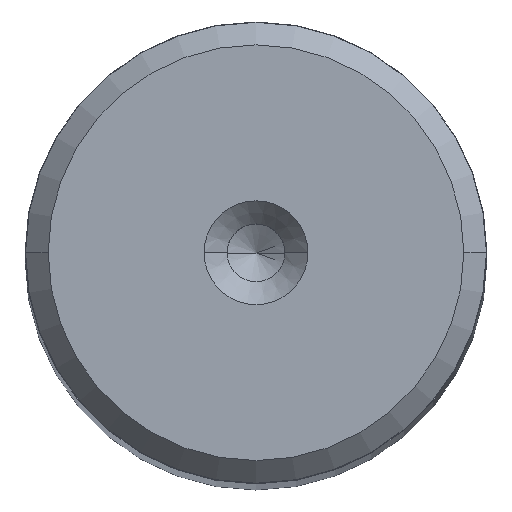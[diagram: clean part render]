
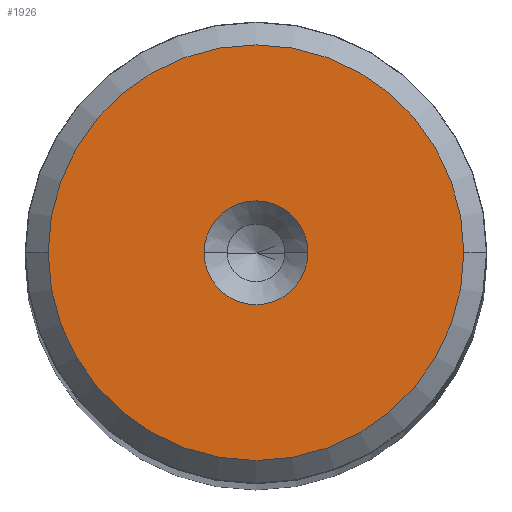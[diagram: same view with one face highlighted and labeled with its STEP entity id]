
A CAD part, top view. The second image highlights one B-rep face of the part: STEP entity #1926.
In plain terms, the highlighted planar face has unit normal (0, 0, 1).
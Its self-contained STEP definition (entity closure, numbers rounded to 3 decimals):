
#50 = DIRECTION ( 'NONE',  ( 1., 0., 0. ) ) ;
#145 = CARTESIAN_POINT ( 'NONE',  ( 2.25, 0., 160. ) ) ;
#147 = EDGE_CURVE ( 'NONE', #2436, #2177, #1210, .T. ) ;
#186 = ORIENTED_EDGE ( 'NONE', *, *, #851, .F. ) ;
#196 = ORIENTED_EDGE ( 'NONE', *, *, #147, .T. ) ;
#225 = AXIS2_PLACEMENT_3D ( 'NONE', #2471, #2446, #438 ) ;
#233 = CIRCLE ( 'NONE', #225, 9.009 ) ;
#322 = EDGE_LOOP ( 'NONE', ( #196, #2206 ) ) ;
#413 = CARTESIAN_POINT ( 'NONE',  ( 0., 0., 160. ) ) ;
#438 = DIRECTION ( 'NONE',  ( 1., 0., 0. ) ) ;
#584 = DIRECTION ( 'NONE',  ( 1., 0., 0. ) ) ;
#735 = VERTEX_POINT ( 'NONE', #145 ) ;
#812 = DIRECTION ( 'NONE',  ( 0., 0., 1. ) ) ;
#828 = FACE_BOUND ( 'NONE', #1098, .T. ) ;
#851 = EDGE_CURVE ( 'NONE', #735, #1623, #2117, .T. ) ;
#992 = EDGE_CURVE ( 'NONE', #1623, #735, #1602, .T. ) ;
#1001 = AXIS2_PLACEMENT_3D ( 'NONE', #2383, #1355, #584 ) ;
#1038 = AXIS2_PLACEMENT_3D ( 'NONE', #2467, #1269, #50 ) ;
#1085 = EDGE_CURVE ( 'NONE', #2177, #2436, #233, .T. ) ;
#1098 = EDGE_LOOP ( 'NONE', ( #186, #1159 ) ) ;
#1159 = ORIENTED_EDGE ( 'NONE', *, *, #992, .F. ) ;
#1163 = DIRECTION ( 'NONE',  ( 0., 0., 1. ) ) ;
#1210 = CIRCLE ( 'NONE', #1038, 9.009 ) ;
#1269 = DIRECTION ( 'NONE',  ( 0., 0., 1. ) ) ;
#1271 = FACE_OUTER_BOUND ( 'NONE', #322, .T. ) ;
#1355 = DIRECTION ( 'NONE',  ( 0., 0., 1. ) ) ;
#1356 = CARTESIAN_POINT ( 'NONE',  ( 0., 0., 160. ) ) ;
#1576 = AXIS2_PLACEMENT_3D ( 'NONE', #1356, #1163, #1768 ) ;
#1602 = CIRCLE ( 'NONE', #1636, 2.25 ) ;
#1623 = VERTEX_POINT ( 'NONE', #1835 ) ;
#1636 = AXIS2_PLACEMENT_3D ( 'NONE', #413, #812, #2625 ) ;
#1768 = DIRECTION ( 'NONE',  ( 1., 0., 0. ) ) ;
#1775 = PLANE ( 'NONE',  #1576 ) ;
#1835 = CARTESIAN_POINT ( 'NONE',  ( -2.25, 0., 160. ) ) ;
#1926 = ADVANCED_FACE ( 'NONE', ( #828, #1271 ), #1775, .T. ) ;
#2117 = CIRCLE ( 'NONE', #1001, 2.25 ) ;
#2177 = VERTEX_POINT ( 'NONE', #2231 ) ;
#2206 = ORIENTED_EDGE ( 'NONE', *, *, #1085, .T. ) ;
#2231 = CARTESIAN_POINT ( 'NONE',  ( 9.009, 0., 160. ) ) ;
#2311 = CARTESIAN_POINT ( 'NONE',  ( -9.009, 0., 160. ) ) ;
#2383 = CARTESIAN_POINT ( 'NONE',  ( 0., 0., 160. ) ) ;
#2436 = VERTEX_POINT ( 'NONE', #2311 ) ;
#2446 = DIRECTION ( 'NONE',  ( 0., 0., 1. ) ) ;
#2467 = CARTESIAN_POINT ( 'NONE',  ( 0., 0., 160. ) ) ;
#2471 = CARTESIAN_POINT ( 'NONE',  ( 0., 0., 160. ) ) ;
#2625 = DIRECTION ( 'NONE',  ( 1., 0., 0. ) ) ;
